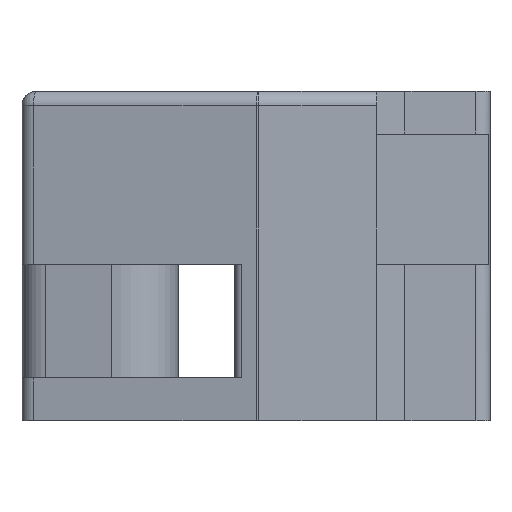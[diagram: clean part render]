
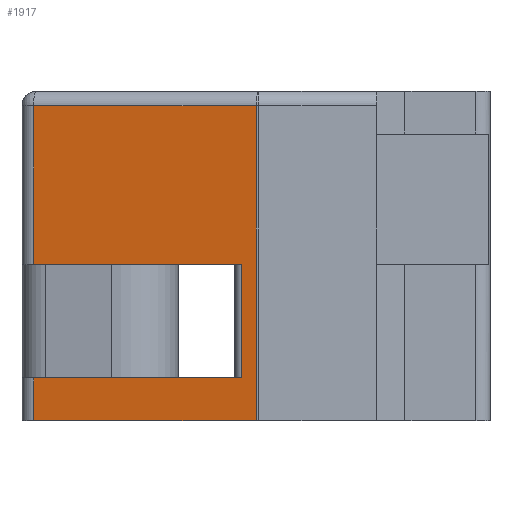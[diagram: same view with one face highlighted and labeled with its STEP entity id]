
A CAD part, left-side view. The second image highlights one B-rep face of the part: STEP entity #1917.
In plain terms, the highlighted planar face has unit normal (-0.984, 0.178, 0).
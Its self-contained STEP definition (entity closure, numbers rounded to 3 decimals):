
#20 = DIRECTION ( 'NONE',  ( 0.178, 0.984, 0. ) ) ;
#24 = CARTESIAN_POINT ( 'NONE',  ( -18.5, 12.5, -8.434 ) ) ;
#96 = LINE ( 'NONE', #1648, #2038 ) ;
#119 = ORIENTED_EDGE ( 'NONE', *, *, #762, .F. ) ;
#222 = VERTEX_POINT ( 'NONE', #1141 ) ;
#243 = EDGE_CURVE ( 'NONE', #2607, #942, #923, .T. ) ;
#273 = VERTEX_POINT ( 'NONE', #1578 ) ;
#300 = VECTOR ( 'NONE', #1835, 1000. ) ;
#305 = EDGE_CURVE ( 'NONE', #222, #2607, #2475, .T. ) ;
#345 = VECTOR ( 'NONE', #1006, 1000. ) ;
#422 = CARTESIAN_POINT ( 'NONE',  ( -19.992, 4.244, -8.434 ) ) ;
#466 = AXIS2_PLACEMENT_3D ( 'NONE', #24, #921, #776 ) ;
#611 = DIRECTION ( 'NONE',  ( 0., 0., -1. ) ) ;
#629 = CARTESIAN_POINT ( 'NONE',  ( -18.574, 12.089, 5.5 ) ) ;
#642 = VERTEX_POINT ( 'NONE', #1353 ) ;
#647 = CARTESIAN_POINT ( 'NONE',  ( -19.227, 8.475, 5.5 ) ) ;
#742 = VECTOR ( 'NONE', #20, 1000. ) ;
#762 = EDGE_CURVE ( 'NONE', #2641, #273, #96, .T. ) ;
#763 = ORIENTED_EDGE ( 'NONE', *, *, #305, .T. ) ;
#776 = DIRECTION ( 'NONE',  ( 0.178, 0.984, 0. ) ) ;
#807 = DIRECTION ( 'NONE',  ( -0.178, -0.984, 0. ) ) ;
#875 = VERTEX_POINT ( 'NONE', #2136 ) ;
#898 = ORIENTED_EDGE ( 'NONE', *, *, #243, .T. ) ;
#905 = VECTOR ( 'NONE', #611, 1000. ) ;
#921 = DIRECTION ( 'NONE',  ( 0.984, -0.178, 0. ) ) ;
#923 = LINE ( 'NONE', #2025, #300 ) ;
#942 = VERTEX_POINT ( 'NONE', #629 ) ;
#974 = EDGE_LOOP ( 'NONE', ( #119, #1700, #2264, #1066, #763, #898, #2613, #2850 ) ) ;
#1006 = DIRECTION ( 'NONE',  ( 0., 0., -1. ) ) ;
#1008 = CARTESIAN_POINT ( 'NONE',  ( -19.9, 4.753, 5.5 ) ) ;
#1019 = CARTESIAN_POINT ( 'NONE',  ( -18.574, 12.089, 1.5 ) ) ;
#1057 = LINE ( 'NONE', #1282, #1071 ) ;
#1066 = ORIENTED_EDGE ( 'NONE', *, *, #1301, .T. ) ;
#1071 = VECTOR ( 'NONE', #807, 1000. ) ;
#1114 = EDGE_CURVE ( 'NONE', #2641, #642, #2523, .T. ) ;
#1139 = FACE_OUTER_BOUND ( 'NONE', #974, .T. ) ;
#1141 = CARTESIAN_POINT ( 'NONE',  ( -19.992, 4.244, 11.1 ) ) ;
#1226 = CARTESIAN_POINT ( 'NONE',  ( -18.574, 12.089, 11.1 ) ) ;
#1282 = CARTESIAN_POINT ( 'NONE',  ( -18.5, 12.5, 0. ) ) ;
#1301 = EDGE_CURVE ( 'NONE', #875, #222, #2173, .T. ) ;
#1318 = DIRECTION ( 'NONE',  ( 0., 0., 1. ) ) ;
#1353 = CARTESIAN_POINT ( 'NONE',  ( -18.574, 12.089, 0. ) ) ;
#1370 = DIRECTION ( 'NONE',  ( 0.178, 0.984, 0. ) ) ;
#1374 = EDGE_CURVE ( 'NONE', #2363, #273, #2860, .T. ) ;
#1382 = CARTESIAN_POINT ( 'NONE',  ( -18.5, 12.5, 11.1 ) ) ;
#1578 = CARTESIAN_POINT ( 'NONE',  ( -19.9, 4.753, 1.5 ) ) ;
#1648 = CARTESIAN_POINT ( 'NONE',  ( -19.227, 8.475, 1.5 ) ) ;
#1700 = ORIENTED_EDGE ( 'NONE', *, *, #1114, .T. ) ;
#1717 = EDGE_CURVE ( 'NONE', #642, #875, #1057, .T. ) ;
#1764 = CARTESIAN_POINT ( 'NONE',  ( -18.574, 12.089, -8.434 ) ) ;
#1830 = LINE ( 'NONE', #647, #742 ) ;
#1835 = DIRECTION ( 'NONE',  ( 0., 0., -1. ) ) ;
#1843 = DIRECTION ( 'NONE',  ( -0.178, -0.984, 0. ) ) ;
#1917 = ADVANCED_FACE ( 'NONE', ( #1139 ), #2033, .F. ) ;
#1932 = VECTOR ( 'NONE', #1318, 1000. ) ;
#2025 = CARTESIAN_POINT ( 'NONE',  ( -18.574, 12.089, -8.434 ) ) ;
#2033 = PLANE ( 'NONE',  #466 ) ;
#2038 = VECTOR ( 'NONE', #1843, 1000. ) ;
#2132 = VECTOR ( 'NONE', #1370, 1000. ) ;
#2136 = CARTESIAN_POINT ( 'NONE',  ( -19.992, 4.244, 0. ) ) ;
#2173 = LINE ( 'NONE', #422, #1932 ) ;
#2226 = EDGE_CURVE ( 'NONE', #2363, #942, #1830, .T. ) ;
#2264 = ORIENTED_EDGE ( 'NONE', *, *, #1717, .T. ) ;
#2363 = VERTEX_POINT ( 'NONE', #1008 ) ;
#2475 = LINE ( 'NONE', #1382, #2132 ) ;
#2523 = LINE ( 'NONE', #1764, #345 ) ;
#2607 = VERTEX_POINT ( 'NONE', #1226 ) ;
#2613 = ORIENTED_EDGE ( 'NONE', *, *, #2226, .F. ) ;
#2641 = VERTEX_POINT ( 'NONE', #1019 ) ;
#2850 = ORIENTED_EDGE ( 'NONE', *, *, #1374, .T. ) ;
#2860 = LINE ( 'NONE', #2870, #905 ) ;
#2870 = CARTESIAN_POINT ( 'NONE',  ( -19.9, 4.753, -8.434 ) ) ;
